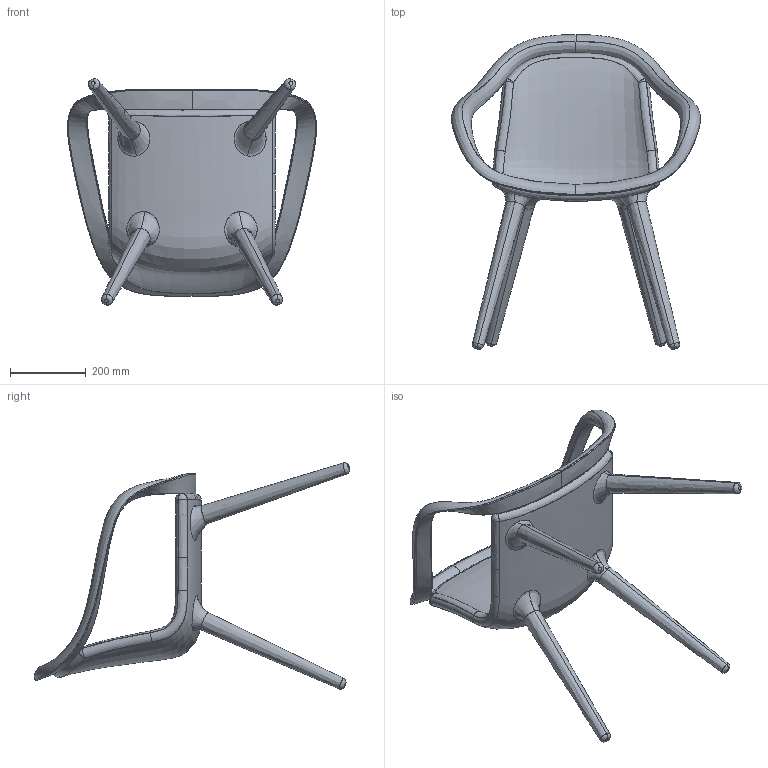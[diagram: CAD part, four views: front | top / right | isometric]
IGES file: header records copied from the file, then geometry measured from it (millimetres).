
Start section: SolidWorks IGES file using analytic representation for surfaces
Global section: file name: GINEVRA_3D.IGS; native system: SolidWorks 2016; preprocessor: SolidWorks 2016; author: serena.trevisiol; date: 160526.122852; units: millimetre
Bounding box: 659.81 x 834.99 x 599.99 mm (x, y, z)
Surface area: 1190831.1 mm2 (no closed solid volume)
Topology: 0 solids, 0 shells, 76 faces, 1443 edges, 1443 vertices
Faces by surface type: bspline 76
